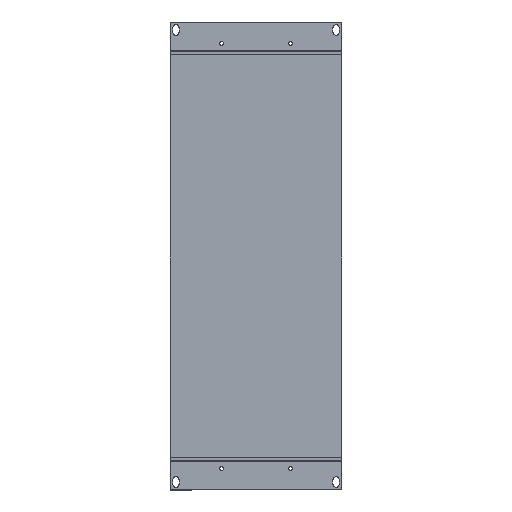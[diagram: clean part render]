
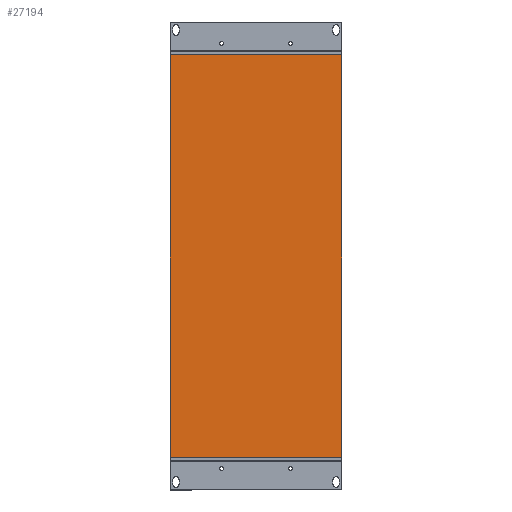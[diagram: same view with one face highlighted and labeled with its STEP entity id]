
A CAD part, top view. The second image highlights one B-rep face of the part: STEP entity #27194.
In plain terms, the highlighted planar face has unit normal (0, 0, 1).
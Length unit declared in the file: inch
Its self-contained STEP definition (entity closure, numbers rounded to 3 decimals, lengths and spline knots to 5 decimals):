
#576 = VERTEX_POINT ( 'NONE', #31682 ) ;
#2919 = DIRECTION ( 'NONE',  ( 0., -1., 0. ) ) ;
#6963 = CARTESIAN_POINT ( 'NONE',  ( -3.485, -8.1752, 0. ) ) ;
#7679 = EDGE_CURVE ( 'NONE', #43525, #576, #27308, .T. ) ;
#8988 = CARTESIAN_POINT ( 'NONE',  ( -3.485, 0., 0. ) ) ;
#10179 = DIRECTION ( 'NONE',  ( 0., 1., 0. ) ) ;
#12771 = VECTOR ( 'NONE', #25499, 39.37008 ) ;
#16562 = ORIENTED_EDGE ( 'NONE', *, *, #7679, .T. ) ;
#17438 = VERTEX_POINT ( 'NONE', #26519 ) ;
#20340 = LINE ( 'NONE', #42537, #53821 ) ;
#21074 = VECTOR ( 'NONE', #29078, 39.37008 ) ;
#24430 = EDGE_LOOP ( 'NONE', ( #16562, #56266, #25422, #27541 ) ) ;
#24643 = EDGE_CURVE ( 'NONE', #17438, #43525, #70341, .T. ) ;
#25422 = ORIENTED_EDGE ( 'NONE', *, *, #56108, .T. ) ;
#25499 = DIRECTION ( 'NONE',  ( -1., 0., 0. ) ) ;
#26519 = CARTESIAN_POINT ( 'NONE',  ( -3.485, 8.1752, 0. ) ) ;
#26545 = CARTESIAN_POINT ( 'NONE',  ( -3.485, 8.1752, 0. ) ) ;
#27194 = ADVANCED_FACE ( 'NONE', ( #45799 ), #34843, .T. ) ;
#27308 = LINE ( 'NONE', #6963, #21074 ) ;
#27541 = ORIENTED_EDGE ( 'NONE', *, *, #24643, .T. ) ;
#29078 = DIRECTION ( 'NONE',  ( 1., 0., 0. ) ) ;
#29411 = CARTESIAN_POINT ( 'NONE',  ( -3.485, 0., 0. ) ) ;
#31682 = CARTESIAN_POINT ( 'NONE',  ( 3.485, -8.1752, 0. ) ) ;
#34843 = PLANE ( 'NONE',  #61629 ) ;
#35038 = CARTESIAN_POINT ( 'NONE',  ( -3.485, -8.1752, 0. ) ) ;
#40548 = VERTEX_POINT ( 'NONE', #58393 ) ;
#41050 = DIRECTION ( 'NONE',  ( 0., 0., 1. ) ) ;
#41602 = VECTOR ( 'NONE', #47485, 39.37008 ) ;
#42537 = CARTESIAN_POINT ( 'NONE',  ( 3.485, 0., 0. ) ) ;
#43525 = VERTEX_POINT ( 'NONE', #35038 ) ;
#45799 = FACE_OUTER_BOUND ( 'NONE', #24430, .T. ) ;
#47485 = DIRECTION ( 'NONE',  ( 0., -1., 0. ) ) ;
#53821 = VECTOR ( 'NONE', #10179, 39.37008 ) ;
#56108 = EDGE_CURVE ( 'NONE', #40548, #17438, #70492, .T. ) ;
#56266 = ORIENTED_EDGE ( 'NONE', *, *, #71089, .T. ) ;
#58393 = CARTESIAN_POINT ( 'NONE',  ( 3.485, 8.1752, 0. ) ) ;
#61629 = AXIS2_PLACEMENT_3D ( 'NONE', #29411, #41050, #2919 ) ;
#70341 = LINE ( 'NONE', #8988, #41602 ) ;
#70492 = LINE ( 'NONE', #26545, #12771 ) ;
#71089 = EDGE_CURVE ( 'NONE', #576, #40548, #20340, .T. ) ;
